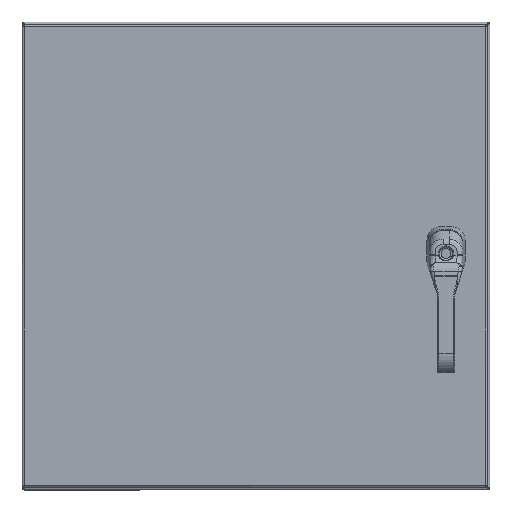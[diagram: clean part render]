
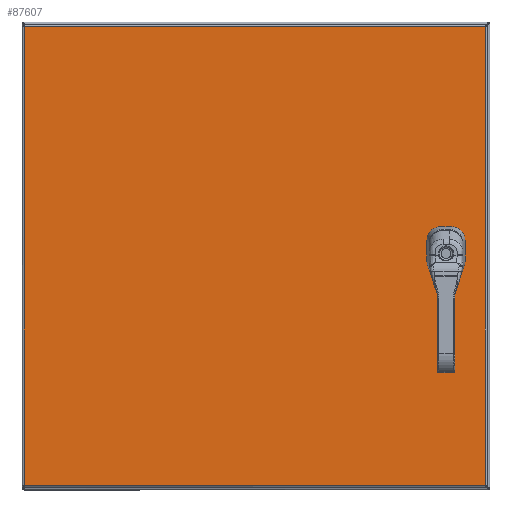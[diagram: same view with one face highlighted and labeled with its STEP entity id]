
A CAD part, top view. The second image highlights one B-rep face of the part: STEP entity #87607.
In plain terms, the highlighted planar face has unit normal (0, 0, 1).
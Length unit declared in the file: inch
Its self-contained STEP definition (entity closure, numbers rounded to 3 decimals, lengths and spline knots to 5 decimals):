
#1026 = ORIENTED_EDGE ( 'NONE', *, *, #69855, .F. ) ;
#3469 = CARTESIAN_POINT ( 'NONE',  ( 21.35, 12., 6.9175 ) ) ;
#4311 = LINE ( 'NONE', #79156, #91019 ) ;
#5173 = DIRECTION ( 'NONE',  ( 0., 0., 1. ) ) ;
#5998 = VERTEX_POINT ( 'NONE', #30423 ) ;
#8261 = EDGE_LOOP ( 'NONE', ( #14909, #1026, #74343, #74725 ) ) ;
#9029 = VECTOR ( 'NONE', #56655, 39.37008 ) ;
#9088 = CARTESIAN_POINT ( 'NONE',  ( 21.53738, 11.6, 6.9175 ) ) ;
#9923 = DIRECTION ( 'NONE',  ( -1., 0., 0. ) ) ;
#12339 = CARTESIAN_POINT ( 'NONE',  ( 23.76975, 23.76975, 6.9175 ) ) ;
#13226 = CARTESIAN_POINT ( 'NONE',  ( 21.75, 12., 6.9175 ) ) ;
#13622 = VERTEX_POINT ( 'NONE', #30044 ) ;
#13722 = VERTEX_POINT ( 'NONE', #12339 ) ;
#13864 = EDGE_CURVE ( 'NONE', #89445, #36059, #30335, .T. ) ;
#14087 = CARTESIAN_POINT ( 'NONE',  ( 21.75, 12., 6.9175 ) ) ;
#14909 = ORIENTED_EDGE ( 'NONE', *, *, #58272, .F. ) ;
#15274 = CARTESIAN_POINT ( 'NONE',  ( 21.35, 12.21262, 6.9175 ) ) ;
#17894 = ORIENTED_EDGE ( 'NONE', *, *, #13864, .F. ) ;
#18836 = DIRECTION ( 'NONE',  ( 0., 0., -1. ) ) ;
#19367 = ORIENTED_EDGE ( 'NONE', *, *, #35745, .F. ) ;
#19447 = VERTEX_POINT ( 'NONE', #29413 ) ;
#19797 = CARTESIAN_POINT ( 'NONE',  ( 11.9375, 12., 6.9175 ) ) ;
#21552 = AXIS2_PLACEMENT_3D ( 'NONE', #37629, #88939, #9923 ) ;
#23078 = VECTOR ( 'NONE', #48637, 39.37008 ) ;
#23534 = ORIENTED_EDGE ( 'NONE', *, *, #68505, .F. ) ;
#25191 = AXIS2_PLACEMENT_3D ( 'NONE', #14087, #64578, #42817 ) ;
#28664 = DIRECTION ( 'NONE',  ( 1., 0., 0. ) ) ;
#29413 = CARTESIAN_POINT ( 'NONE',  ( 21.96262, 12.4, 6.9175 ) ) ;
#30044 = CARTESIAN_POINT ( 'NONE',  ( 22.15, 11.78738, 6.9175 ) ) ;
#30335 = LINE ( 'NONE', #34667, #51818 ) ;
#30423 = CARTESIAN_POINT ( 'NONE',  ( 0.10525, 23.76975, 6.9175 ) ) ;
#32676 = DIRECTION ( 'NONE',  ( -1., 0., 0. ) ) ;
#33536 = VECTOR ( 'NONE', #88878, 39.37008 ) ;
#33634 = EDGE_CURVE ( 'NONE', #36059, #13622, #64780, .T. ) ;
#34139 = EDGE_CURVE ( 'NONE', #85021, #89445, #62455, .T. ) ;
#34656 = DIRECTION ( 'NONE',  ( -1., 0., 0. ) ) ;
#34667 = CARTESIAN_POINT ( 'NONE',  ( 11.9375, 11.6, 6.9175 ) ) ;
#34709 = CARTESIAN_POINT ( 'NONE',  ( 0.10525, 12., 6.9175 ) ) ;
#35394 = DIRECTION ( 'NONE',  ( 0., 1., 0. ) ) ;
#35745 = EDGE_CURVE ( 'NONE', #54782, #85021, #38180, .T. ) ;
#36059 = VERTEX_POINT ( 'NONE', #88232 ) ;
#37192 = VERTEX_POINT ( 'NONE', #76474 ) ;
#37629 = CARTESIAN_POINT ( 'NONE',  ( 21.75, 12., 6.9175 ) ) ;
#38124 = LINE ( 'NONE', #42948, #33536 ) ;
#38180 = LINE ( 'NONE', #3469, #44946 ) ;
#38703 = AXIS2_PLACEMENT_3D ( 'NONE', #40604, #62063, #48787 ) ;
#38729 = CARTESIAN_POINT ( 'NONE',  ( 11.9375, 0.23025, 6.9175 ) ) ;
#39621 = DIRECTION ( 'NONE',  ( 0., -1., 0. ) ) ;
#40329 = DIRECTION ( 'NONE',  ( -1., 0., 0. ) ) ;
#40604 = CARTESIAN_POINT ( 'NONE',  ( 21.75, 12., 6.9175 ) ) ;
#42817 = DIRECTION ( 'NONE',  ( -1., 0., 0. ) ) ;
#42948 = CARTESIAN_POINT ( 'NONE',  ( 11.9375, 23.76975, 6.9175 ) ) ;
#44445 = VERTEX_POINT ( 'NONE', #78987 ) ;
#44544 = LINE ( 'NONE', #34709, #23078 ) ;
#44797 = LINE ( 'NONE', #38729, #52672 ) ;
#44946 = VECTOR ( 'NONE', #39621, 39.37008 ) ;
#45274 = FACE_OUTER_BOUND ( 'NONE', #8261, .T. ) ;
#47800 = CARTESIAN_POINT ( 'NONE',  ( 0.10525, 0.23025, 6.9175 ) ) ;
#48637 = DIRECTION ( 'NONE',  ( 0., 1., 0. ) ) ;
#48787 = DIRECTION ( 'NONE',  ( -1., 0., 0. ) ) ;
#48815 = ORIENTED_EDGE ( 'NONE', *, *, #84215, .F. ) ;
#49069 = AXIS2_PLACEMENT_3D ( 'NONE', #13226, #5173, #34656 ) ;
#50422 = EDGE_CURVE ( 'NONE', #5998, #13722, #38124, .T. ) ;
#51818 = VECTOR ( 'NONE', #28664, 39.37008 ) ;
#52672 = VECTOR ( 'NONE', #32676, 39.37008 ) ;
#52733 = EDGE_CURVE ( 'NONE', #44445, #54782, #84622, .T. ) ;
#54782 = VERTEX_POINT ( 'NONE', #15274 ) ;
#56524 = VECTOR ( 'NONE', #70636, 39.37008 ) ;
#56655 = DIRECTION ( 'NONE',  ( -1., 0., 0. ) ) ;
#58272 = EDGE_CURVE ( 'NONE', #84500, #72781, #44797, .T. ) ;
#58817 = LINE ( 'NONE', #63415, #56524 ) ;
#61007 = FACE_BOUND ( 'NONE', #93256, .T. ) ;
#62063 = DIRECTION ( 'NONE',  ( 0., 0., 1. ) ) ;
#62455 = CIRCLE ( 'NONE', #25191, 0.453 ) ;
#63415 = CARTESIAN_POINT ( 'NONE',  ( 23.76975, 12., 6.9175 ) ) ;
#64578 = DIRECTION ( 'NONE',  ( 0., 0., 1. ) ) ;
#64780 = CIRCLE ( 'NONE', #49069, 0.453 ) ;
#67338 = CARTESIAN_POINT ( 'NONE',  ( 21.35, 11.78738, 6.9175 ) ) ;
#68465 = CARTESIAN_POINT ( 'NONE',  ( 23.76975, 0.23025, 6.9175 ) ) ;
#68505 = EDGE_CURVE ( 'NONE', #37192, #19447, #86259, .T. ) ;
#69855 = EDGE_CURVE ( 'NONE', #13722, #84500, #58817, .T. ) ;
#70636 = DIRECTION ( 'NONE',  ( 0., -1., 0. ) ) ;
#72781 = VERTEX_POINT ( 'NONE', #47800 ) ;
#74343 = ORIENTED_EDGE ( 'NONE', *, *, #50422, .F. ) ;
#74725 = ORIENTED_EDGE ( 'NONE', *, *, #81779, .F. ) ;
#74939 = ORIENTED_EDGE ( 'NONE', *, *, #34139, .F. ) ;
#75161 = ORIENTED_EDGE ( 'NONE', *, *, #52733, .F. ) ;
#76223 = PLANE ( 'NONE',  #90220 ) ;
#76474 = CARTESIAN_POINT ( 'NONE',  ( 22.15, 12.21262, 6.9175 ) ) ;
#78987 = CARTESIAN_POINT ( 'NONE',  ( 21.53738, 12.4, 6.9175 ) ) ;
#79156 = CARTESIAN_POINT ( 'NONE',  ( 22.15, 12., 6.9175 ) ) ;
#80678 = ORIENTED_EDGE ( 'NONE', *, *, #33634, .F. ) ;
#81213 = EDGE_CURVE ( 'NONE', #19447, #44445, #84352, .T. ) ;
#81779 = EDGE_CURVE ( 'NONE', #72781, #5998, #44544, .T. ) ;
#84215 = EDGE_CURVE ( 'NONE', #13622, #37192, #4311, .T. ) ;
#84352 = LINE ( 'NONE', #92532, #9029 ) ;
#84500 = VERTEX_POINT ( 'NONE', #68465 ) ;
#84622 = CIRCLE ( 'NONE', #38703, 0.453 ) ;
#85021 = VERTEX_POINT ( 'NONE', #67338 ) ;
#86259 = CIRCLE ( 'NONE', #21552, 0.453 ) ;
#87607 = ADVANCED_FACE ( 'NONE', ( #61007, #45274 ), #76223, .F. ) ;
#88232 = CARTESIAN_POINT ( 'NONE',  ( 21.96262, 11.6, 6.9175 ) ) ;
#88878 = DIRECTION ( 'NONE',  ( 1., 0., 0. ) ) ;
#88939 = DIRECTION ( 'NONE',  ( 0., 0., 1. ) ) ;
#89445 = VERTEX_POINT ( 'NONE', #9088 ) ;
#90220 = AXIS2_PLACEMENT_3D ( 'NONE', #19797, #18836, #40329 ) ;
#91019 = VECTOR ( 'NONE', #35394, 39.37008 ) ;
#92532 = CARTESIAN_POINT ( 'NONE',  ( 11.9375, 12.4, 6.9175 ) ) ;
#93150 = ORIENTED_EDGE ( 'NONE', *, *, #81213, .F. ) ;
#93256 = EDGE_LOOP ( 'NONE', ( #93150, #23534, #48815, #80678, #17894, #74939, #19367, #75161 ) ) ;
